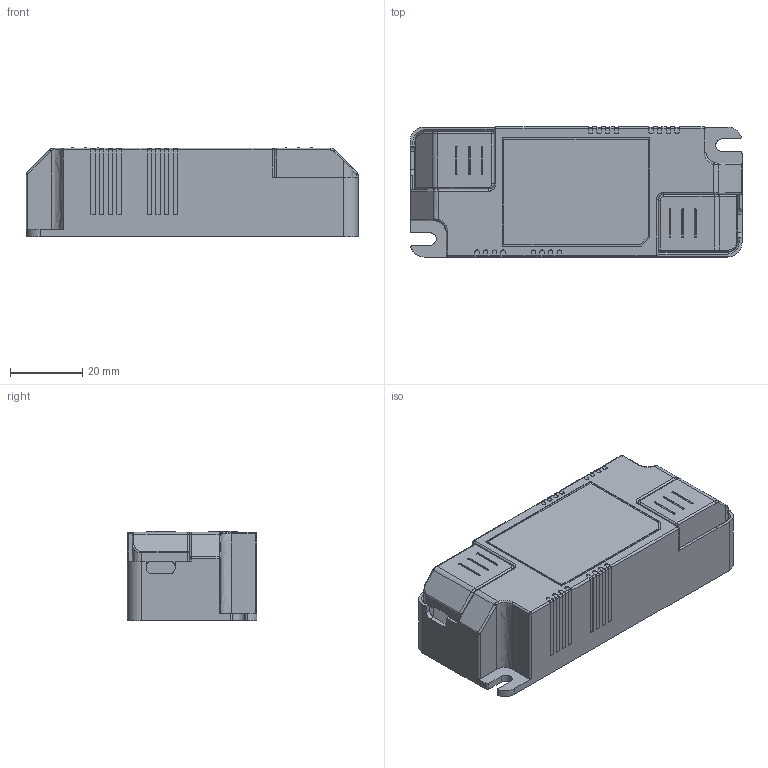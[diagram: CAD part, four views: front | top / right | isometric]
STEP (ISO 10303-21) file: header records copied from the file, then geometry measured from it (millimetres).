
FILE_DESCRIPTION(/* description */ (''),/* implementation_level */ '2;1');
FILE_NAME(/* name */ 'LS-16-~4',/* time_stamp */ '2023-06-27T09:06:50+08:00',/* author */ (''),/* organization */ (''),/* preprocessor_version */ 'ST-DEVELOPER v16.5',/* originating_system */ '',/* authorisation */ '');
FILE_SCHEMA (('AUTOMOTIVE_DESIGN'));
Length unit declared in the file: millimetre
Products named in the file (1): Document
Bounding box: 92 x 36 x 24.7 mm (x, y, z)
Volume: 64082.4 mm3; surface area: 18565.1 mm2
Topology: 3 solids, 3 shells, 412 faces, 1102 edges, 704 vertices
Faces by surface type: bspline 218, plane 194
Entity records: 14175 total; most frequent: CARTESIAN_POINT 7567, ORIENTED_EDGE 2204, EDGE_CURVE 1102, B_SPLINE_CURVE_WITH_KNOTS 733, VERTEX_POINT 704, EDGE_LOOP 420, ADVANCED_FACE 412, FACE_OUTER_BOUND 412
